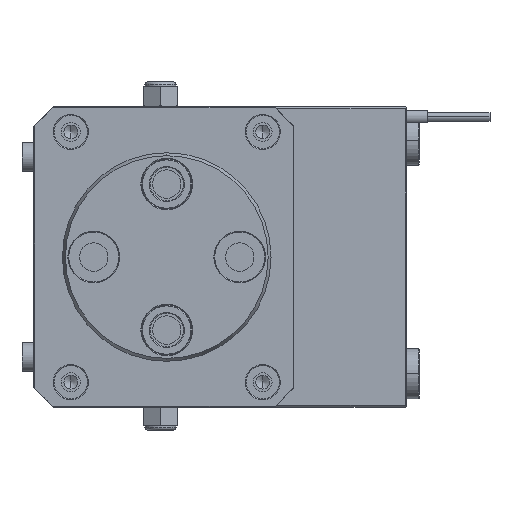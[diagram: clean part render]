
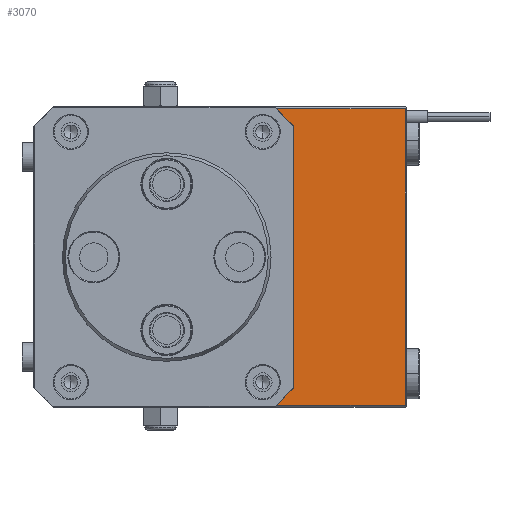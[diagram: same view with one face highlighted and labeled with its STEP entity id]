
A CAD part, left-side view. The second image highlights one B-rep face of the part: STEP entity #3070.
In plain terms, the highlighted planar face has unit normal (-1, 0, 0).
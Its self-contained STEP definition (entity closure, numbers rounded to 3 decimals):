
#355 = EDGE_CURVE ( 'NONE', #4074, #33859, #17043, .T. ) ;
#700 = DIRECTION ( 'NONE',  ( 0., -0.707, -0.707 ) ) ;
#1297 = CARTESIAN_POINT ( 'NONE',  ( -62.5, -14.8, 35.5 ) ) ;
#2202 = LINE ( 'NONE', #31372, #18813 ) ;
#2870 = PLANE ( 'NONE',  #26978 ) ;
#3070 = ADVANCED_FACE ( 'NONE', ( #22259 ), #2870, .F. ) ;
#3671 = VERTEX_POINT ( 'NONE', #32081 ) ;
#4074 = VERTEX_POINT ( 'NONE', #20482 ) ;
#9345 = ORIENTED_EDGE ( 'NONE', *, *, #9508, .T. ) ;
#9508 = EDGE_CURVE ( 'NONE', #29596, #31265, #2202, .T. ) ;
#9645 = CARTESIAN_POINT ( 'NONE',  ( -62.5, -66.15, 15.85 ) ) ;
#9810 = ORIENTED_EDGE ( 'NONE', *, *, #355, .T. ) ;
#10103 = VECTOR ( 'NONE', #29172, 1000. ) ;
#10453 = CARTESIAN_POINT ( 'NONE',  ( -62.5, -45.7, 36. ) ) ;
#12818 = CARTESIAN_POINT ( 'NONE',  ( -62.5, -30.15, 20.15 ) ) ;
#13968 = EDGE_LOOP ( 'NONE', ( #36017, #24074, #9345, #28389, #9810, #21961 ) ) ;
#14355 = LINE ( 'NONE', #9645, #16772 ) ;
#14931 = LINE ( 'NONE', #10453, #20862 ) ;
#16772 = VECTOR ( 'NONE', #21922, 1000. ) ;
#17043 = LINE ( 'NONE', #29203, #31647 ) ;
#17732 = CARTESIAN_POINT ( 'NONE',  ( -62.5, -14.8, -35.5 ) ) ;
#18813 = VECTOR ( 'NONE', #34634, 1000. ) ;
#20482 = CARTESIAN_POINT ( 'NONE',  ( -62.5, -19., 31.3 ) ) ;
#20862 = VECTOR ( 'NONE', #34842, 1000. ) ;
#21070 = EDGE_CURVE ( 'NONE', #31265, #4074, #30533, .T. ) ;
#21922 = DIRECTION ( 'NONE',  ( 0., 0.707, -0.707 ) ) ;
#21961 = ORIENTED_EDGE ( 'NONE', *, *, #24024, .T. ) ;
#21963 = EDGE_CURVE ( 'NONE', #3671, #29596, #14931, .T. ) ;
#22259 = FACE_OUTER_BOUND ( 'NONE', #13968, .T. ) ;
#24024 = EDGE_CURVE ( 'NONE', #33859, #31757, #14355, .T. ) ;
#24074 = ORIENTED_EDGE ( 'NONE', *, *, #21963, .T. ) ;
#24259 = DIRECTION ( 'NONE',  ( 0., 0., -1. ) ) ;
#26978 = AXIS2_PLACEMENT_3D ( 'NONE', #30637, #37163, #24259 ) ;
#28389 = ORIENTED_EDGE ( 'NONE', *, *, #21070, .T. ) ;
#28599 = LINE ( 'NONE', #35193, #10103 ) ;
#29172 = DIRECTION ( 'NONE',  ( 0., -1., 0. ) ) ;
#29203 = CARTESIAN_POINT ( 'NONE',  ( -62.5, -19., 36. ) ) ;
#29596 = VERTEX_POINT ( 'NONE', #29836 ) ;
#29836 = CARTESIAN_POINT ( 'NONE',  ( -62.5, -45.7, 35.5 ) ) ;
#30533 = LINE ( 'NONE', #12818, #37370 ) ;
#30637 = CARTESIAN_POINT ( 'NONE',  ( -62.5, -46., 36. ) ) ;
#31265 = VERTEX_POINT ( 'NONE', #1297 ) ;
#31372 = CARTESIAN_POINT ( 'NONE',  ( -62.5, -46., 35.5 ) ) ;
#31647 = VECTOR ( 'NONE', #32486, 1000. ) ;
#31757 = VERTEX_POINT ( 'NONE', #17732 ) ;
#32081 = CARTESIAN_POINT ( 'NONE',  ( -62.5, -45.7, -35.5 ) ) ;
#32486 = DIRECTION ( 'NONE',  ( 0., 0., -1. ) ) ;
#33859 = VERTEX_POINT ( 'NONE', #34994 ) ;
#34634 = DIRECTION ( 'NONE',  ( 0., 1., 0. ) ) ;
#34842 = DIRECTION ( 'NONE',  ( 0., 0., 1. ) ) ;
#34994 = CARTESIAN_POINT ( 'NONE',  ( -62.5, -19., -31.3 ) ) ;
#35193 = CARTESIAN_POINT ( 'NONE',  ( -62.5, -46., -35.5 ) ) ;
#35295 = EDGE_CURVE ( 'NONE', #31757, #3671, #28599, .T. ) ;
#36017 = ORIENTED_EDGE ( 'NONE', *, *, #35295, .T. ) ;
#37163 = DIRECTION ( 'NONE',  ( 1., 0., 0. ) ) ;
#37370 = VECTOR ( 'NONE', #700, 1000. ) ;
